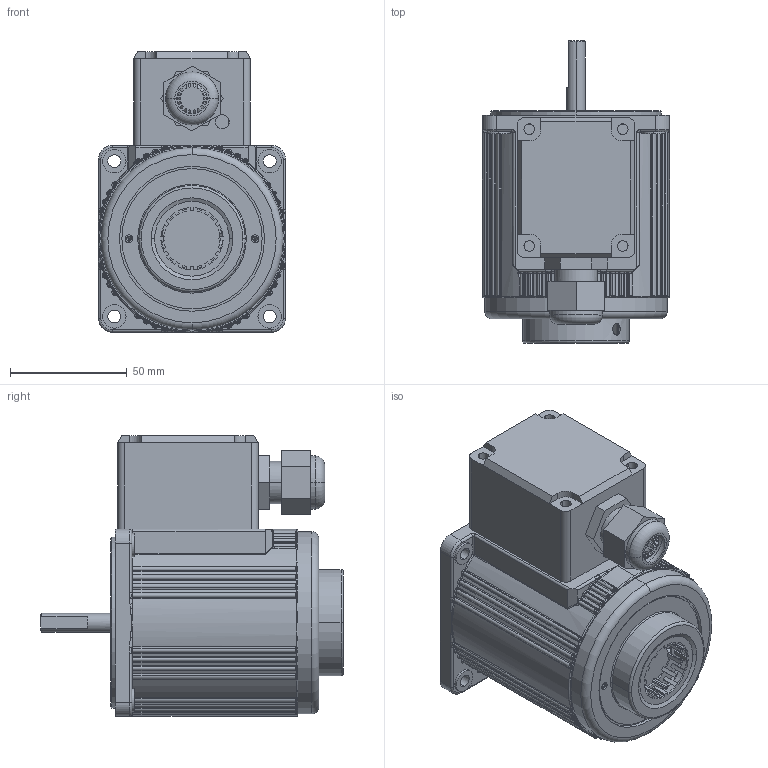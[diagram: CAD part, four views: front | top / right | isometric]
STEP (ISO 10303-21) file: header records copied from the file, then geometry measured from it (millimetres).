
FILE_DESCRIPTION (( 'STEP AP203' ), '1' );
FILE_NAME ('4IK25RA-T.STEP', '2020-01-08T05:46:23', ( 'Sky123.Org' ), ( 'Sky123.Org' ), 'SwSTEP 2.0', 'SolidWorks 2014', '' );
FILE_SCHEMA (( 'CONFIG_CONTROL_DESIGN' ));
Length unit declared in the file: millimetre
Products named in the file (9): NPT1-2つ踡芛; NPT1-2萇擢芛蚾饜极; 4IK25RA-T; 4IK25A; 测速线圈外壳; 测速线圈外壳2; 测速线圈总成; 峚倰萇儂諉盄碟02; NPT1-2萇擢芛
Assembly tree (8 placements, depth 3):
  4IK25RA-T
    4IK25A
    测速线圈总成
      测速线圈外壳
      测速线圈外壳2
    峚倰萇儂諉盄碟02
    NPT1-2萇擢芛蚾饜极
      NPT1-2萇擢芛
      NPT1-2つ踡芛
Bounding box: 80 x 129.5 x 120 mm (x, y, z)
Volume: 496506.1 mm3; surface area: 83909.5 mm2
Topology: 6 solids, 6 shells, 1156 faces, 2955 edges, 1777 vertices
Faces by surface type: cylinder 361, plane 268, torus 240, bspline 191, sphere 57, cone 39
Entity records: 42694 total; most frequent: CARTESIAN_POINT 14804, ORIENTED_EDGE 5772, DIRECTION 5709, EDGE_CURVE 2886, AXIS2_PLACEMENT_3D 2353, VERTEX_POINT 1775, CIRCLE 1375, EDGE_LOOP 1225
